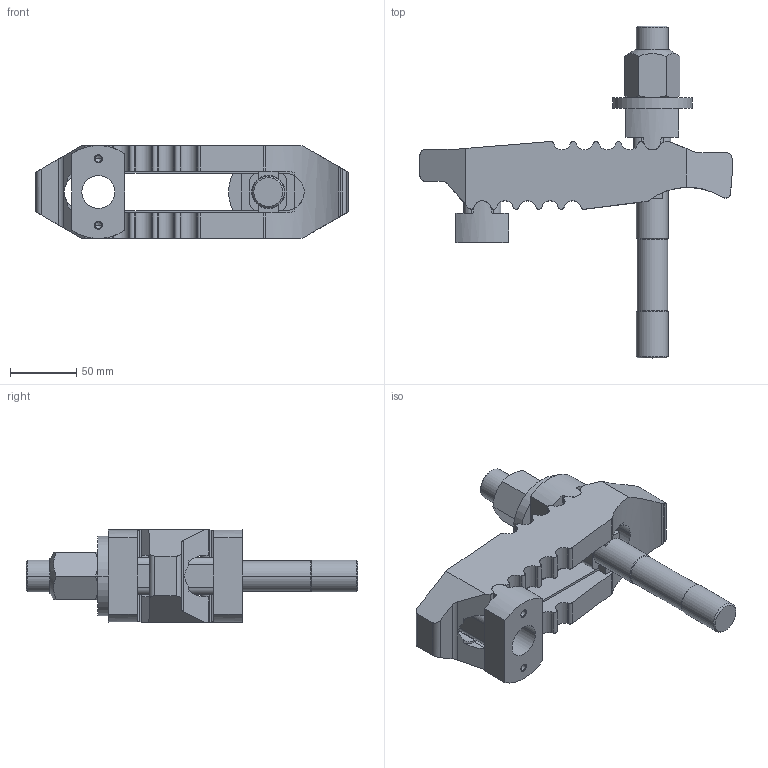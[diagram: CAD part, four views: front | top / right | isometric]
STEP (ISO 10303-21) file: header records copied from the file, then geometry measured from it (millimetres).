
FILE_DESCRIPTION(('STEP AP214'),'1');
FILE_NAME('haldern_eh_23185_0225.stp','2014-09-17T11:36:35',('TraceParts'),('TraceParts S.A.'),'XStep 1.0',' ',' ');
FILE_SCHEMA(('automotive_design'));
Length unit declared in the file: millimetre
Products named in the file (6): 1; 2; 3; 4; 5; 6
Bounding box: 235 x 250 x 70 mm (x, y, z)
Volume: 651540.7 mm3; surface area: 131754.5 mm2
Topology: 6 solids, 6 shells, 301 faces, 807 edges, 516 vertices
Faces by surface type: plane 134, cylinder 122, cone 44, sphere 1
Entity records: 18839 total; most frequent: CARTESIAN_POINT 2076, DIRECTION 1673, STYLED_ITEM 1616, PRESENTATION_STYLE_ASSIGNMENT 1616, COLOUR_RGB 1616, ORIENTED_EDGE 1598, EDGE_CURVE 799, CURVE_STYLE 799
